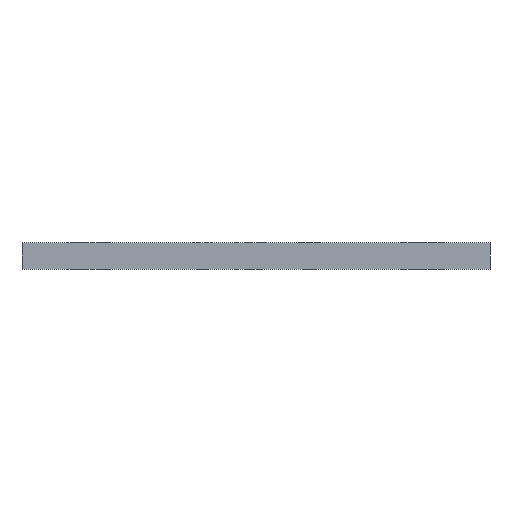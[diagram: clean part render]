
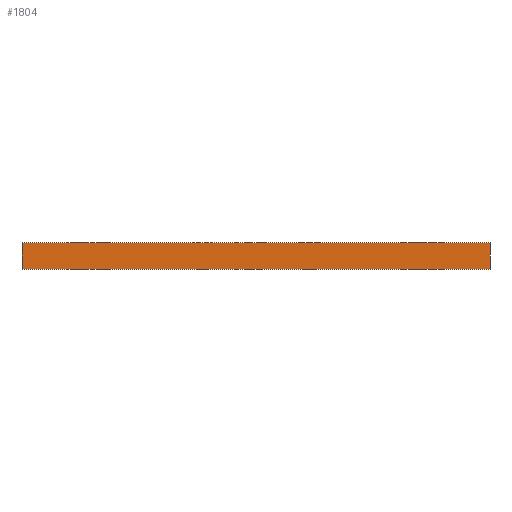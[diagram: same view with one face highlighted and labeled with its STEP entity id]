
A CAD part, front view. The second image highlights one B-rep face of the part: STEP entity #1804.
In plain terms, the highlighted planar face has unit normal (0, -1, 0).
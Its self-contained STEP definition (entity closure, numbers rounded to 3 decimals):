
#1748=CARTESIAN_POINT('',(479.093,133.36,20.0));
#1749=VERTEX_POINT('',#1748);
#1756=CARTESIAN_POINT('',(479.093,133.36,0.0));
#1757=VERTEX_POINT('',#1756);
#1758=CARTESIAN_POINT('',(479.093,133.36,0.0));
#1759=DIRECTION('',(0.0,0.0,1.0));
#1760=VECTOR('',#1759,20.0);
#1761=LINE('',#1758,#1760);
#1762=EDGE_CURVE('',#1757,#1749,#1761,.T.);
#1774=CARTESIAN_POINT('',(479.093,133.36,0.0));
#1775=DIRECTION('',(0.0,-1.0,0.0));
#1776=DIRECTION('',(0.0,0.0,-1.0));
#1777=AXIS2_PLACEMENT_3D('',#1774,#1775,#1776);
#1778=PLANE('',#1777);
#1779=CARTESIAN_POINT('',(129.093,133.36,20.0));
#1780=VERTEX_POINT('',#1779);
#1781=CARTESIAN_POINT('',(479.093,133.36,20.0));
#1782=DIRECTION('',(-1.0,0.0,0.0));
#1783=VECTOR('',#1782,350.0);
#1784=LINE('',#1781,#1783);
#1785=EDGE_CURVE('',#1749,#1780,#1784,.T.);
#1786=ORIENTED_EDGE('',*,*,#1785,.T.);
#1787=CARTESIAN_POINT('',(129.093,133.36,0.0));
#1788=VERTEX_POINT('',#1787);
#1789=CARTESIAN_POINT('',(129.093,133.36,0.0));
#1790=DIRECTION('',(0.0,0.0,1.0));
#1791=VECTOR('',#1790,20.0);
#1792=LINE('',#1789,#1791);
#1793=EDGE_CURVE('',#1788,#1780,#1792,.T.);
#1794=ORIENTED_EDGE('',*,*,#1793,.F.);
#1795=CARTESIAN_POINT('',(479.093,133.36,0.0));
#1796=DIRECTION('',(-1.0,0.0,0.0));
#1797=VECTOR('',#1796,350.0);
#1798=LINE('',#1795,#1797);
#1799=EDGE_CURVE('',#1757,#1788,#1798,.T.);
#1800=ORIENTED_EDGE('',*,*,#1799,.F.);
#1801=ORIENTED_EDGE('',*,*,#1762,.T.);
#1802=EDGE_LOOP('',(#1786,#1794,#1800,#1801));
#1803=FACE_OUTER_BOUND('',#1802,.T.);
#1804=ADVANCED_FACE('',(#1803),#1778,.T.);
